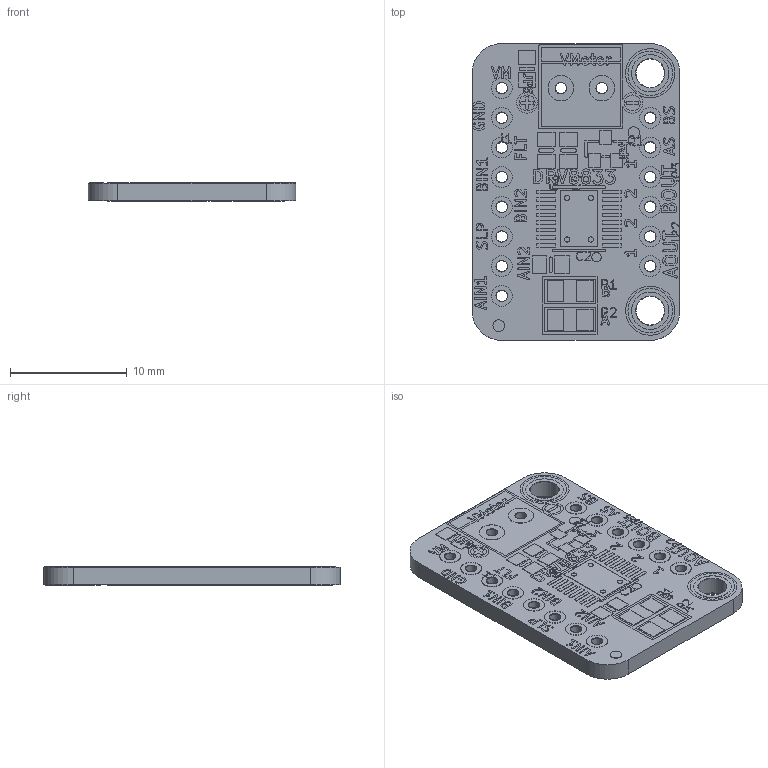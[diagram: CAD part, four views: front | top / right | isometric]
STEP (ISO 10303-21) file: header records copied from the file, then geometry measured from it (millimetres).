
FILE_DESCRIPTION(/* description */ ('KiCad electronic assembly'),/* implementation_level */ '2;1');
FILE_NAME(/* name */ 'adafruit_drv8833.step',/* time_stamp */ '2025-08-30T11:27:05+02:00',/* author */ (''),/* organization */ (''),/* preprocessor_version */ 'ST-DEVELOPER v20.1',/* originating_system */ 'Autodesk Translation Framework v14.10.0.0',/* authorisation */ '');
FILE_SCHEMA (('AUTOMOTIVE_DESIGN { 1 0 10303 214 3 1 1 }'));
Length unit declared in the file: millimetre
Products named in the file (4): 2025-08-28-08-29-35-493; 2025-08-28-08-29-35-494; 2025-08-28-08-29-35-495; 2025-08-28-08-29-35-496
Assembly tree (3 placements, depth 2):
  2025-08-28-08-29-35-493
    2025-08-28-08-29-35-494
    2025-08-28-08-29-35-495
    2025-08-28-08-29-35-496
Bounding box: 17.78 x 25.4 x 1.66 mm (x, y, z)
Volume: 647.6 mm3; surface area: 1644.3 mm2
Topology: 93 solids, 230 shells, 627 faces, 6232 edges, 5930 vertices
Faces by surface type: plane 475, cylinder 152
Full cylindrical faces by diameter (mm): 0.45 x4, 0.95 x48, 1 x34, 1.778 x28, 2.184 x4, 2.45 x6, 2.5 x4, 3.2 x4
Entity records: 57588 total; most frequent: CARTESIAN_POINT 12796, DIRECTION 8492, ORIENTED_EDGE 7132, EDGE_CURVE 6232, VERTEX_POINT 5930, LINE 5240, VECTOR 5240, AXIS2_PLACEMENT_3D 1626
